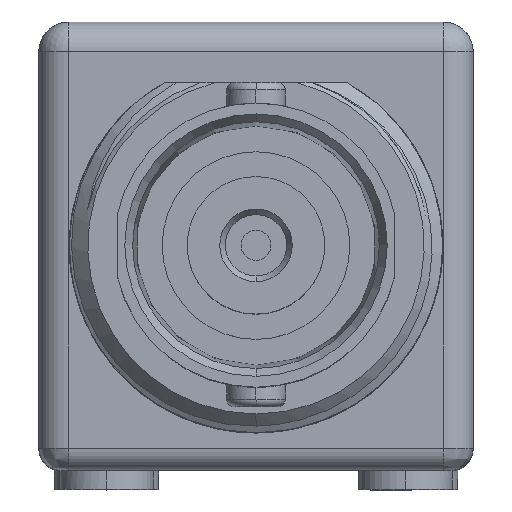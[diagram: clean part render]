
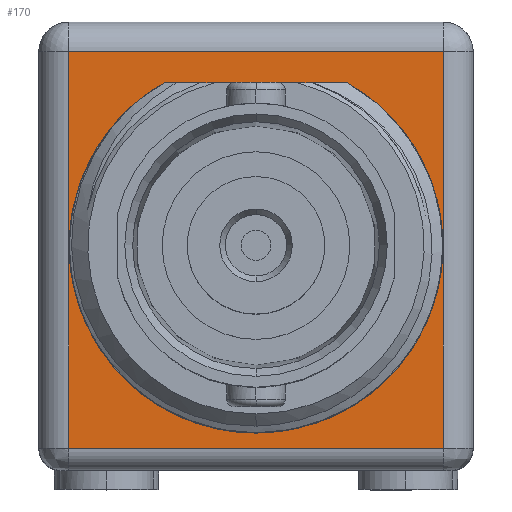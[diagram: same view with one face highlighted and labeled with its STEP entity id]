
A CAD part, top view. The second image highlights one B-rep face of the part: STEP entity #170.
In plain terms, the highlighted planar face has unit normal (0, 0, 1).
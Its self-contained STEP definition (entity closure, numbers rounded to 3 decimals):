
#170=ADVANCED_FACE('',(#483,#484),#485,.T.);
#483=FACE_OUTER_BOUND('',#4811,.T.);
#484=FACE_BOUND('',#4812,.T.);
#485=PLANE('',#4813);
#4811=EDGE_LOOP('',(#5826,#5827,#5828,#5829));
#4812=EDGE_LOOP('',(#5830,#5831,#5832));
#4813=AXIS2_PLACEMENT_3D('',#5833,#5834,#5835);
#5826=ORIENTED_EDGE('',*,*,#7014,.F.);
#5827=ORIENTED_EDGE('',*,*,#7015,.T.);
#5828=ORIENTED_EDGE('',*,*,#7016,.F.);
#5829=ORIENTED_EDGE('',*,*,#7017,.F.);
#5830=ORIENTED_EDGE('',*,*,#6937,.T.);
#5831=ORIENTED_EDGE('',*,*,#6975,.T.);
#5832=ORIENTED_EDGE('',*,*,#6807,.T.);
#5833=CARTESIAN_POINT('',(-7.38,7.62,-20.83));
#5834=DIRECTION('',(0.0,0.0,1.0));
#5835=DIRECTION('',(1.0,0.0,0.0));
#6807=EDGE_CURVE('',#7397,#7403,#7405,.T.);
#6937=EDGE_CURVE('',#7403,#7638,#7640,.T.);
#6975=EDGE_CURVE('',#7638,#7397,#7695,.T.);
#7014=EDGE_CURVE('',#7741,#7742,#7743,.T.);
#7015=EDGE_CURVE('',#7741,#7744,#7745,.T.);
#7016=EDGE_CURVE('',#7746,#7744,#7747,.T.);
#7017=EDGE_CURVE('',#7742,#7746,#7748,.T.);
#7397=VERTEX_POINT('',#9423);
#7403=VERTEX_POINT('',#9606);
#7405=CIRCLE('',#9609,6.35);
#7638=VERTEX_POINT('',#14449);
#7640=LINE('',#14452,#14453);
#7695=CIRCLE('',#18486,6.35);
#7741=VERTEX_POINT('',#24218);
#7742=VERTEX_POINT('',#24219);
#7743=LINE('',#24220,#24221);
#7744=VERTEX_POINT('',#24222);
#7745=LINE('',#24223,#24224);
#7746=VERTEX_POINT('',#24225);
#7747=LINE('',#24226,#24227);
#7748=LINE('',#24228,#24229);
#9423=CARTESIAN_POINT('',(0.,-6.35,-20.83));
#9606=CARTESIAN_POINT('',(-3.108,5.537,-20.83));
#9609=AXIS2_PLACEMENT_3D('',#25412,#25413,#25414);
#14449=CARTESIAN_POINT('',(3.108,5.537,-20.83));
#14452=CARTESIAN_POINT('',(-3.108,5.537,-20.83));
#14453=VECTOR('',#25574,6.217);
#18486=AXIS2_PLACEMENT_3D('',#25585,#25586,#25587);
#24218=CARTESIAN_POINT('',(-6.364,-6.858,-20.83));
#24219=CARTESIAN_POINT('',(-6.364,6.604,-20.83));
#24220=CARTESIAN_POINT('',(-6.364,-6.858,-20.83));
#24221=VECTOR('',#25598,13.462);
#24222=CARTESIAN_POINT('',(6.364,-6.858,-20.83));
#24223=CARTESIAN_POINT('',(-6.364,-6.858,-20.83));
#24224=VECTOR('',#25599,12.728);
#24225=CARTESIAN_POINT('',(6.364,6.604,-20.83));
#24226=CARTESIAN_POINT('',(6.364,6.604,-20.83));
#24227=VECTOR('',#25600,13.462);
#24228=CARTESIAN_POINT('',(-6.364,6.604,-20.83));
#24229=VECTOR('',#25601,12.728);
#25412=CARTESIAN_POINT('',(0.0,0.0,-20.83));
#25413=DIRECTION('',(0.0,0.0,-1.0));
#25414=DIRECTION('',(0.49,0.872,0.0));
#25574=DIRECTION('',(1.0,0.0,0.0));
#25585=CARTESIAN_POINT('',(0.0,0.0,-20.83));
#25586=DIRECTION('',(0.0,0.0,-1.0));
#25587=DIRECTION('',(0.49,0.872,0.0));
#25598=DIRECTION('',(0.0,1.0,0.0));
#25599=DIRECTION('',(1.0,0.0,0.0));
#25600=DIRECTION('',(0.0,-1.0,0.0));
#25601=DIRECTION('',(1.0,0.0,0.0));
